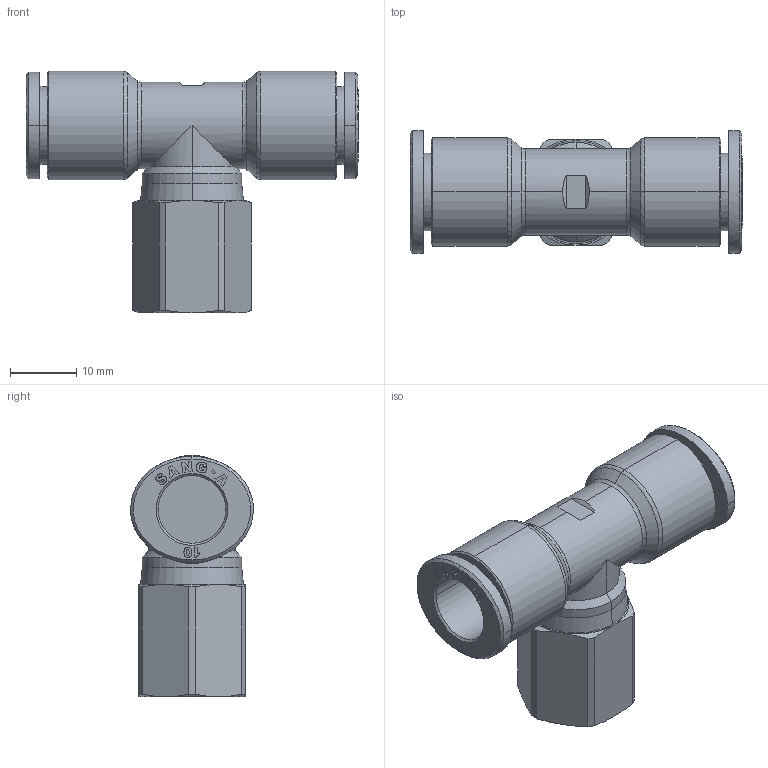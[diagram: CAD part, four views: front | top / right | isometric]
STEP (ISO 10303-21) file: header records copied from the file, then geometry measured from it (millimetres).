
FILE_DESCRIPTION (( 'STEP AP214' ), '1' );
FILE_NAME ('PTF10-G02.stp', '2015-09-22T07:02:57', ( '' ), ( '' ), 'SwSTEP 2.0', 'SolidWorks 2015', '' );
FILE_SCHEMA (( 'AUTOMOTIVE_DESIGN' ));
Length unit declared in the file: millimetre
Products named in the file (2): PTF10-G02; ｦ+ﾃｦ1
Assembly tree (1 placements, depth 2):
  PTF10-G02
    ｦ+ﾃｦ1
Bounding box: 50 x 18.5 x 36.35 mm (x, y, z)
Volume: 9166.1 mm3; surface area: 6271.1 mm2
Topology: 1 solids, 1 shells, 862 faces, 2456 edges, 1626 vertices
Faces by surface type: plane 772, cone 34, cylinder 30, bspline 22, torus 4
Entity records: 29718 total; most frequent: CARTESIAN_POINT 6590, ORIENTED_EDGE 4912, DIRECTION 4182, EDGE_CURVE 2456, VECTOR 2266, LINE 2266, VERTEX_POINT 1626, AXIS2_PLACEMENT_3D 958
